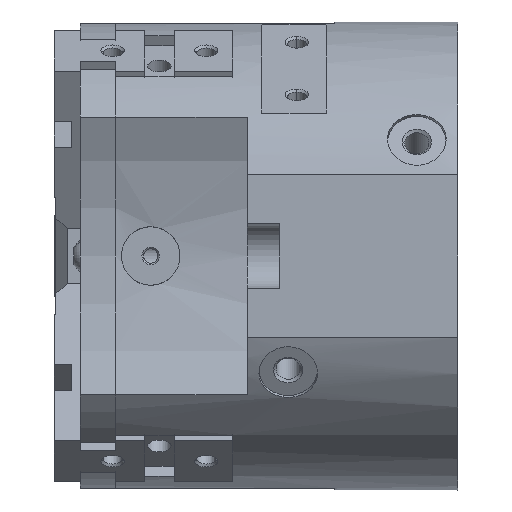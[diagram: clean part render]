
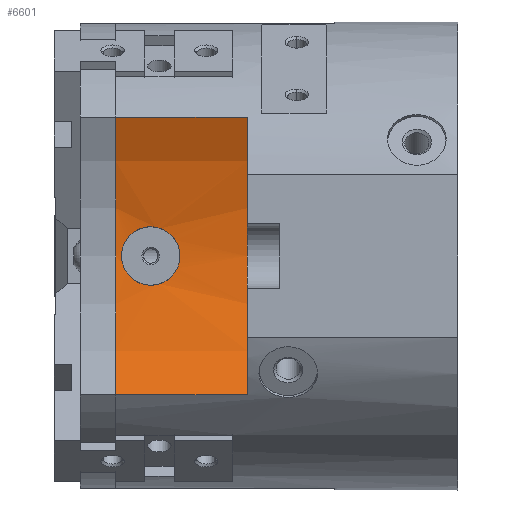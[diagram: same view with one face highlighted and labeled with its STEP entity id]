
A CAD part, left-side view. The second image highlights one B-rep face of the part: STEP entity #6601.
In plain terms, the highlighted cylindrical face has radius 52.5 mm (diameter 105 mm), a partial arc.
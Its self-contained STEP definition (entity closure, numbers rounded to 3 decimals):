
#2347 = EDGE_CURVE( '', #5117, #5887, #6930, .T. );
#2487 = EDGE_CURVE( '', #4185, #3625, #7078, .T. );
#3025 = VERTEX_POINT( '', #7676 );
#3267 = VERTEX_POINT( '', #7944 );
#3369 = EDGE_CURVE( '', #3267, #3025, #8057, .T. );
#3625 = VERTEX_POINT( '', #8342 );
#4185 = VERTEX_POINT( '', #8970 );
#4719 = EDGE_CURVE( '', #5117, #3025, #9556, .T. );
#5117 = VERTEX_POINT( '', #10005 );
#5275 = EDGE_CURVE( '', #3625, #4185, #10183, .T. );
#5887 = VERTEX_POINT( '', #10878 );
#6261 = EDGE_CURVE( '', #5887, #3267, #11286, .T. );
#6601 = ADVANCED_FACE( '', ( #11652, #11653 ), #11654, .F. );
#6930 = LINE( '', #12012, #12013 );
#7078 = B_SPLINE_CURVE_WITH_KNOTS( '', 3, ( #12280, #12281, #12282, #12283, #12284, #12285, #12286, #12287, #12288, #12289, #12290, #12291, #12292, #12293, #12294, #12295, #12296, #12297, #12298, #12299, #12300, #12301, #12302, #12303, #12304, #12305, #12306, #12307, #12308, #12309, #12310, #12311, #12312, #12313 ), .UNSPECIFIED., .F., .F., ( 4, 2, 2, 2, 2, 2, 2, 2, 2, 2, 2, 2, 2, 2, 2, 2, 4 ), ( 15.077, 16.02, 16.962, 17.904, 18.847, 19.789, 20.731, 21.674, 22.616, 23.558, 24.501, 25.443, 26.385, 27.328, 28.27, 29.212, 30.155 ), .UNSPECIFIED. );
#7676 = CARTESIAN_POINT( '', ( -32.182, 58.49, -23.755 ) );
#7944 = CARTESIAN_POINT( '', ( -32.182, 36., -23.755 ) );
#8057 = LINE( '', #13741, #13742 );
#8342 = CARTESIAN_POINT( '', ( -26.739, 52.5, 5. ) );
#8970 = CARTESIAN_POINT( '', ( -26.739, 52.5, -5. ) );
#9556 = CIRCLE( '', #15945, 52.5 );
#10005 = CARTESIAN_POINT( '', ( -32.182, 58.49, 23.755 ) );
#10183 = B_SPLINE_CURVE_WITH_KNOTS( '', 3, ( #16904, #16905, #16906, #16907, #16908, #16909, #16910, #16911, #16912, #16913, #16914, #16915, #16916, #16917, #16918, #16919, #16920, #16921, #16922, #16923, #16924, #16925, #16926, #16927, #16928, #16929, #16930, #16931, #16932, #16933, #16934, #16935, #16936, #16937 ), .UNSPECIFIED., .F., .F., ( 4, 2, 2, 2, 2, 2, 2, 2, 2, 2, 2, 2, 2, 2, 2, 2, 4 ), ( 0., 0.942, 1.885, 2.827, 3.769, 4.712, 5.654, 6.596, 7.539, 8.481, 9.423, 10.366, 11.308, 12.25, 13.193, 14.135, 15.077 ), .UNSPECIFIED. );
#10878 = CARTESIAN_POINT( '', ( -32.182, 36., 23.755 ) );
#11286 = CIRCLE( '', #18545, 52.5 );
#11652 = FACE_OUTER_BOUND( '', #19096, .T. );
#11653 = FACE_BOUND( '', #19097, .T. );
#11654 = CYLINDRICAL_SURFACE( '', #19098, 52.5 );
#12012 = CARTESIAN_POINT( '', ( -32.182, 64.5, 23.755 ) );
#12013 = VECTOR( '', #19562, 1. );
#12280 = CARTESIAN_POINT( '', ( -26.739, 52.5, -5. ) );
#12281 = CARTESIAN_POINT( '', ( -26.739, 52.814, -5. ) );
#12282 = CARTESIAN_POINT( '', ( -26.736, 53.139, -4.97 ) );
#12283 = CARTESIAN_POINT( '', ( -26.724, 53.785, -4.843 ) );
#12284 = CARTESIAN_POINT( '', ( -26.715, 54.106, -4.747 ) );
#12285 = CARTESIAN_POINT( '', ( -26.692, 54.722, -4.492 ) );
#12286 = CARTESIAN_POINT( '', ( -26.679, 55.017, -4.333 ) );
#12287 = CARTESIAN_POINT( '', ( -26.65, 55.563, -3.966 ) );
#12288 = CARTESIAN_POINT( '', ( -26.634, 55.814, -3.757 ) );
#12289 = CARTESIAN_POINT( '', ( -26.604, 56.257, -3.314 ) );
#12290 = CARTESIAN_POINT( '', ( -26.589, 56.466, -3.063 ) );
#12291 = CARTESIAN_POINT( '', ( -26.56, 56.833, -2.517 ) );
#12292 = CARTESIAN_POINT( '', ( -26.546, 56.992, -2.222 ) );
#12293 = CARTESIAN_POINT( '', ( -26.524, 57.247, -1.606 ) );
#12294 = CARTESIAN_POINT( '', ( -26.515, 57.343, -1.285 ) );
#12295 = CARTESIAN_POINT( '', ( -26.503, 57.47, -0.639 ) );
#12296 = CARTESIAN_POINT( '', ( -26.5, 57.5, -0.314 ) );
#12297 = CARTESIAN_POINT( '', ( -26.5, 57.5, 0.314 ) );
#12298 = CARTESIAN_POINT( '', ( -26.503, 57.47, 0.639 ) );
#12299 = CARTESIAN_POINT( '', ( -26.515, 57.343, 1.285 ) );
#12300 = CARTESIAN_POINT( '', ( -26.524, 57.247, 1.606 ) );
#12301 = CARTESIAN_POINT( '', ( -26.546, 56.992, 2.222 ) );
#12302 = CARTESIAN_POINT( '', ( -26.56, 56.833, 2.517 ) );
#12303 = CARTESIAN_POINT( '', ( -26.589, 56.466, 3.063 ) );
#12304 = CARTESIAN_POINT( '', ( -26.604, 56.257, 3.314 ) );
#12305 = CARTESIAN_POINT( '', ( -26.634, 55.814, 3.757 ) );
#12306 = CARTESIAN_POINT( '', ( -26.65, 55.563, 3.966 ) );
#12307 = CARTESIAN_POINT( '', ( -26.679, 55.017, 4.333 ) );
#12308 = CARTESIAN_POINT( '', ( -26.692, 54.722, 4.492 ) );
#12309 = CARTESIAN_POINT( '', ( -26.715, 54.106, 4.747 ) );
#12310 = CARTESIAN_POINT( '', ( -26.724, 53.785, 4.843 ) );
#12311 = CARTESIAN_POINT( '', ( -26.736, 53.139, 4.97 ) );
#12312 = CARTESIAN_POINT( '', ( -26.739, 52.814, 5. ) );
#12313 = CARTESIAN_POINT( '', ( -26.739, 52.5, 5. ) );
#13741 = CARTESIAN_POINT( '', ( -32.182, 64.5, -23.755 ) );
#13742 = VECTOR( '', #20863, 1. );
#15945 = AXIS2_PLACEMENT_3D( '', #22603, #22604, #22605 );
#16904 = CARTESIAN_POINT( '', ( -26.739, 52.5, 5. ) );
#16905 = CARTESIAN_POINT( '', ( -26.739, 52.186, 5. ) );
#16906 = CARTESIAN_POINT( '', ( -26.736, 51.861, 4.97 ) );
#16907 = CARTESIAN_POINT( '', ( -26.724, 51.215, 4.843 ) );
#16908 = CARTESIAN_POINT( '', ( -26.715, 50.894, 4.747 ) );
#16909 = CARTESIAN_POINT( '', ( -26.692, 50.278, 4.492 ) );
#16910 = CARTESIAN_POINT( '', ( -26.679, 49.983, 4.333 ) );
#16911 = CARTESIAN_POINT( '', ( -26.65, 49.437, 3.966 ) );
#16912 = CARTESIAN_POINT( '', ( -26.634, 49.186, 3.757 ) );
#16913 = CARTESIAN_POINT( '', ( -26.604, 48.743, 3.314 ) );
#16914 = CARTESIAN_POINT( '', ( -26.589, 48.534, 3.063 ) );
#16915 = CARTESIAN_POINT( '', ( -26.56, 48.167, 2.517 ) );
#16916 = CARTESIAN_POINT( '', ( -26.546, 48.008, 2.222 ) );
#16917 = CARTESIAN_POINT( '', ( -26.524, 47.753, 1.606 ) );
#16918 = CARTESIAN_POINT( '', ( -26.515, 47.657, 1.285 ) );
#16919 = CARTESIAN_POINT( '', ( -26.503, 47.53, 0.639 ) );
#16920 = CARTESIAN_POINT( '', ( -26.5, 47.5, 0.314 ) );
#16921 = CARTESIAN_POINT( '', ( -26.5, 47.5, -0.314 ) );
#16922 = CARTESIAN_POINT( '', ( -26.503, 47.53, -0.639 ) );
#16923 = CARTESIAN_POINT( '', ( -26.515, 47.657, -1.285 ) );
#16924 = CARTESIAN_POINT( '', ( -26.524, 47.753, -1.606 ) );
#16925 = CARTESIAN_POINT( '', ( -26.546, 48.008, -2.222 ) );
#16926 = CARTESIAN_POINT( '', ( -26.56, 48.167, -2.517 ) );
#16927 = CARTESIAN_POINT( '', ( -26.589, 48.534, -3.063 ) );
#16928 = CARTESIAN_POINT( '', ( -26.604, 48.743, -3.314 ) );
#16929 = CARTESIAN_POINT( '', ( -26.634, 49.186, -3.757 ) );
#16930 = CARTESIAN_POINT( '', ( -26.65, 49.437, -3.966 ) );
#16931 = CARTESIAN_POINT( '', ( -26.679, 49.983, -4.333 ) );
#16932 = CARTESIAN_POINT( '', ( -26.692, 50.278, -4.492 ) );
#16933 = CARTESIAN_POINT( '', ( -26.715, 50.894, -4.747 ) );
#16934 = CARTESIAN_POINT( '', ( -26.724, 51.215, -4.843 ) );
#16935 = CARTESIAN_POINT( '', ( -26.736, 51.861, -4.97 ) );
#16936 = CARTESIAN_POINT( '', ( -26.739, 52.186, -5. ) );
#16937 = CARTESIAN_POINT( '', ( -26.739, 52.5, -5. ) );
#18545 = AXIS2_PLACEMENT_3D( '', #24653, #24654, #24655 );
#19096 = EDGE_LOOP( '', ( #25013, #25014, #25015, #25016 ) );
#19097 = EDGE_LOOP( '', ( #25017, #25018 ) );
#19098 = AXIS2_PLACEMENT_3D( '', #25019, #25020, #25021 );
#19562 = DIRECTION( '', ( 0., -1., 0. ) );
#20863 = DIRECTION( '', ( 0., 1., 0. ) );
#22603 = CARTESIAN_POINT( '', ( -79., 58.49, 0. ) );
#22604 = DIRECTION( '', ( 0., 1., 0. ) );
#22605 = DIRECTION( '', ( 0.841, 0., -0.542 ) );
#24653 = CARTESIAN_POINT( '', ( -79., 36., 0. ) );
#24654 = DIRECTION( '', ( 0., 1., 0. ) );
#24655 = DIRECTION( '', ( 0.841, 0., -0.542 ) );
#25013 = ORIENTED_EDGE( '', *, *, #4719, .T. );
#25014 = ORIENTED_EDGE( '', *, *, #3369, .F. );
#25015 = ORIENTED_EDGE( '', *, *, #6261, .F. );
#25016 = ORIENTED_EDGE( '', *, *, #2347, .F. );
#25017 = ORIENTED_EDGE( '', *, *, #5275, .T. );
#25018 = ORIENTED_EDGE( '', *, *, #2487, .T. );
#25019 = CARTESIAN_POINT( '', ( -79., 64.5, 0. ) );
#25020 = DIRECTION( '', ( 0., 1., 0. ) );
#25021 = DIRECTION( '', ( 0.841, 0., -0.542 ) );
